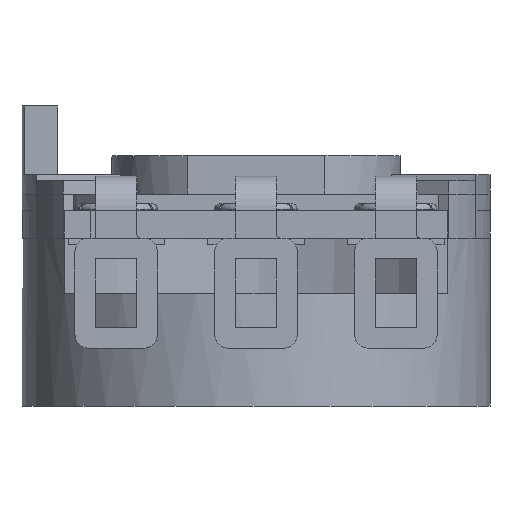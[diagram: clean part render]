
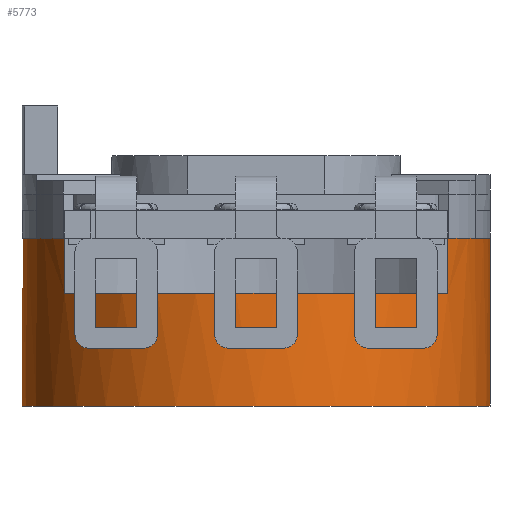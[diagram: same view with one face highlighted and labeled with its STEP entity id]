
A CAD part, front view. The second image highlights one B-rep face of the part: STEP entity #5773.
In plain terms, the highlighted cylindrical face has radius 8.5 mm (diameter 17 mm), a full revolution.
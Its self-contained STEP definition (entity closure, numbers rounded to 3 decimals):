
#5773 = ADVANCED_FACE('',(#5774),#5907,.T.);
#5774 = FACE_BOUND('',#5775,.F.);
#5775 = EDGE_LOOP('',(#5776,#5787,#5795,#5802,#5803,#5812,#5821,#5830,
    #5839,#5848,#5857,#5866,#5874,#5883,#5891,#5900));
#5776 = ORIENTED_EDGE('',*,*,#5777,.F.);
#5777 = EDGE_CURVE('',#5778,#5780,#5782,.T.);
#5778 = VERTEX_POINT('',#5779);
#5779 = CARTESIAN_POINT('',(8.5,0.,-1.));
#5780 = VERTEX_POINT('',#5781);
#5781 = CARTESIAN_POINT('',(7.965,-2.969,-1.));
#5782 = CIRCLE('',#5783,8.5);
#5783 = AXIS2_PLACEMENT_3D('',#5784,#5785,#5786);
#5784 = CARTESIAN_POINT('',(0.,0.,-1.));
#5785 = DIRECTION('',(0.,0.,-1.));
#5786 = DIRECTION('',(1.,0.,0.));
#5787 = ORIENTED_EDGE('',*,*,#5788,.T.);
#5788 = EDGE_CURVE('',#5778,#5789,#5791,.T.);
#5789 = VERTEX_POINT('',#5790);
#5790 = CARTESIAN_POINT('',(8.5,0.,-7.1));
#5791 = LINE('',#5792,#5793);
#5792 = CARTESIAN_POINT('',(8.5,0.,-1.));
#5793 = VECTOR('',#5794,1.);
#5794 = DIRECTION('',(0.,0.,-1.));
#5795 = ORIENTED_EDGE('',*,*,#5796,.T.);
#5796 = EDGE_CURVE('',#5789,#5789,#5797,.T.);
#5797 = CIRCLE('',#5798,8.5);
#5798 = AXIS2_PLACEMENT_3D('',#5799,#5800,#5801);
#5799 = CARTESIAN_POINT('',(0.,0.,-7.1));
#5800 = DIRECTION('',(0.,0.,-1.));
#5801 = DIRECTION('',(1.,0.,0.));
#5802 = ORIENTED_EDGE('',*,*,#5788,.F.);
#5803 = ORIENTED_EDGE('',*,*,#5804,.F.);
#5804 = EDGE_CURVE('',#5805,#5778,#5807,.T.);
#5805 = VERTEX_POINT('',#5806);
#5806 = CARTESIAN_POINT('',(7.965,2.969,-1.));
#5807 = CIRCLE('',#5808,8.5);
#5808 = AXIS2_PLACEMENT_3D('',#5809,#5810,#5811);
#5809 = CARTESIAN_POINT('',(0.,0.,-1.));
#5810 = DIRECTION('',(0.,0.,-1.));
#5811 = DIRECTION('',(1.,0.,0.));
#5812 = ORIENTED_EDGE('',*,*,#5813,.F.);
#5813 = EDGE_CURVE('',#5814,#5805,#5816,.T.);
#5814 = VERTEX_POINT('',#5815);
#5815 = CARTESIAN_POINT('',(7.006,4.814,-1.));
#5816 = CIRCLE('',#5817,8.5);
#5817 = AXIS2_PLACEMENT_3D('',#5818,#5819,#5820);
#5818 = CARTESIAN_POINT('',(0.,0.,-1.));
#5819 = DIRECTION('',(0.,0.,-1.));
#5820 = DIRECTION('',(-1.,-0.,-0.));
#5821 = ORIENTED_EDGE('',*,*,#5822,.F.);
#5822 = EDGE_CURVE('',#5823,#5814,#5825,.T.);
#5823 = VERTEX_POINT('',#5824);
#5824 = CARTESIAN_POINT('',(-7.006,4.814,-1.));
#5825 = CIRCLE('',#5826,8.5);
#5826 = AXIS2_PLACEMENT_3D('',#5827,#5828,#5829);
#5827 = CARTESIAN_POINT('',(0.,0.,-1.));
#5828 = DIRECTION('',(0.,0.,-1.));
#5829 = DIRECTION('',(1.,0.,0.));
#5830 = ORIENTED_EDGE('',*,*,#5831,.T.);
#5831 = EDGE_CURVE('',#5823,#5832,#5834,.T.);
#5832 = VERTEX_POINT('',#5833);
#5833 = CARTESIAN_POINT('',(-7.965,2.969,-1.));
#5834 = CIRCLE('',#5835,8.5);
#5835 = AXIS2_PLACEMENT_3D('',#5836,#5837,#5838);
#5836 = CARTESIAN_POINT('',(0.,0.,-1.));
#5837 = DIRECTION('',(0.,0.,1.));
#5838 = DIRECTION('',(1.,0.,0.));
#5839 = ORIENTED_EDGE('',*,*,#5840,.F.);
#5840 = EDGE_CURVE('',#5841,#5832,#5843,.T.);
#5841 = VERTEX_POINT('',#5842);
#5842 = CARTESIAN_POINT('',(-7.965,-2.969,-1.));
#5843 = CIRCLE('',#5844,8.5);
#5844 = AXIS2_PLACEMENT_3D('',#5845,#5846,#5847);
#5845 = CARTESIAN_POINT('',(0.,0.,-1.));
#5846 = DIRECTION('',(0.,0.,-1.));
#5847 = DIRECTION('',(1.,0.,0.));
#5848 = ORIENTED_EDGE('',*,*,#5849,.F.);
#5849 = EDGE_CURVE('',#5850,#5841,#5852,.T.);
#5850 = VERTEX_POINT('',#5851);
#5851 = CARTESIAN_POINT('',(-7.006,-4.814,-1.));
#5852 = CIRCLE('',#5853,8.5);
#5853 = AXIS2_PLACEMENT_3D('',#5854,#5855,#5856);
#5854 = CARTESIAN_POINT('',(0.,0.,-1.));
#5855 = DIRECTION('',(0.,0.,-1.));
#5856 = DIRECTION('',(1.,0.,0.));
#5857 = ORIENTED_EDGE('',*,*,#5858,.F.);
#5858 = EDGE_CURVE('',#5859,#5850,#5861,.T.);
#5859 = VERTEX_POINT('',#5860);
#5860 = CARTESIAN_POINT('',(-6.963,-4.875,-1.));
#5861 = CIRCLE('',#5862,8.5);
#5862 = AXIS2_PLACEMENT_3D('',#5863,#5864,#5865);
#5863 = CARTESIAN_POINT('',(0.,0.,-1.));
#5864 = DIRECTION('',(0.,0.,-1.));
#5865 = DIRECTION('',(1.,0.,0.));
#5866 = ORIENTED_EDGE('',*,*,#5867,.T.);
#5867 = EDGE_CURVE('',#5859,#5868,#5870,.T.);
#5868 = VERTEX_POINT('',#5869);
#5869 = CARTESIAN_POINT('',(-6.963,-4.875,-3.));
#5870 = LINE('',#5871,#5872);
#5871 = CARTESIAN_POINT('',(-6.963,-4.875,-1.));
#5872 = VECTOR('',#5873,1.);
#5873 = DIRECTION('',(-0.,-0.,-1.));
#5874 = ORIENTED_EDGE('',*,*,#5875,.T.);
#5875 = EDGE_CURVE('',#5868,#5876,#5878,.T.);
#5876 = VERTEX_POINT('',#5877);
#5877 = CARTESIAN_POINT('',(6.963,-4.875,-3.));
#5878 = CIRCLE('',#5879,8.5);
#5879 = AXIS2_PLACEMENT_3D('',#5880,#5881,#5882);
#5880 = CARTESIAN_POINT('',(0.,0.,-3.));
#5881 = DIRECTION('',(0.,0.,1.));
#5882 = DIRECTION('',(1.,0.,0.));
#5883 = ORIENTED_EDGE('',*,*,#5884,.F.);
#5884 = EDGE_CURVE('',#5885,#5876,#5887,.T.);
#5885 = VERTEX_POINT('',#5886);
#5886 = CARTESIAN_POINT('',(6.963,-4.875,-1.));
#5887 = LINE('',#5888,#5889);
#5888 = CARTESIAN_POINT('',(6.963,-4.875,-1.));
#5889 = VECTOR('',#5890,1.);
#5890 = DIRECTION('',(-0.,-0.,-1.));
#5891 = ORIENTED_EDGE('',*,*,#5892,.F.);
#5892 = EDGE_CURVE('',#5893,#5885,#5895,.T.);
#5893 = VERTEX_POINT('',#5894);
#5894 = CARTESIAN_POINT('',(7.006,-4.814,-1.));
#5895 = CIRCLE('',#5896,8.5);
#5896 = AXIS2_PLACEMENT_3D('',#5897,#5898,#5899);
#5897 = CARTESIAN_POINT('',(0.,0.,-1.));
#5898 = DIRECTION('',(0.,0.,-1.));
#5899 = DIRECTION('',(1.,0.,0.));
#5900 = ORIENTED_EDGE('',*,*,#5901,.T.);
#5901 = EDGE_CURVE('',#5893,#5780,#5902,.T.);
#5902 = CIRCLE('',#5903,8.5);
#5903 = AXIS2_PLACEMENT_3D('',#5904,#5905,#5906);
#5904 = CARTESIAN_POINT('',(0.,0.,-1.));
#5905 = DIRECTION('',(0.,0.,1.));
#5906 = DIRECTION('',(-1.,0.,0.));
#5907 = CYLINDRICAL_SURFACE('',#5908,8.5);
#5908 = AXIS2_PLACEMENT_3D('',#5909,#5910,#5911);
#5909 = CARTESIAN_POINT('',(0.,0.,-1.));
#5910 = DIRECTION('',(0.,0.,1.));
#5911 = DIRECTION('',(1.,0.,0.));
